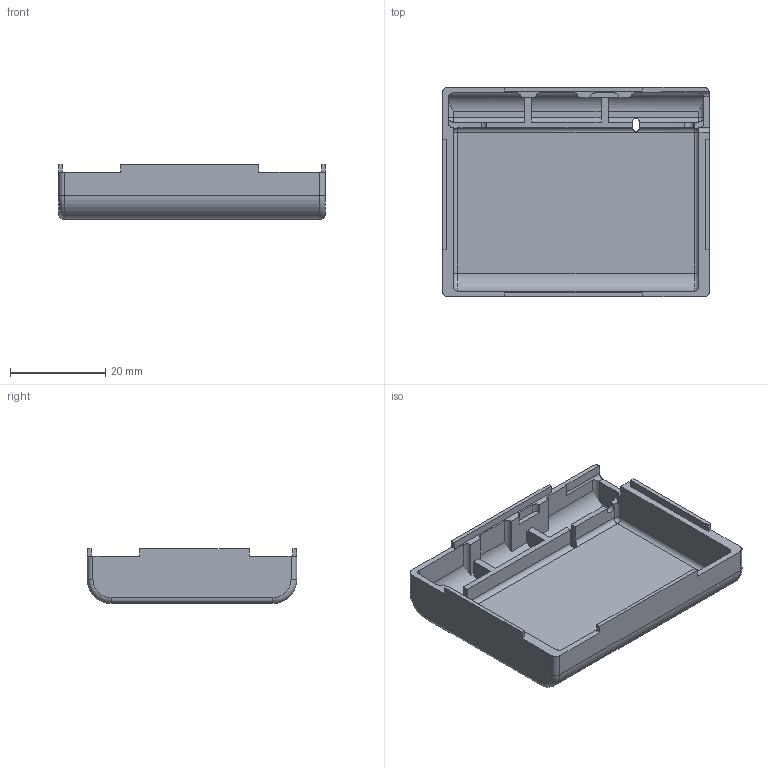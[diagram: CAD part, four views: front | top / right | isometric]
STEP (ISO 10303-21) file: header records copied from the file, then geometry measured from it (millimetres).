
FILE_DESCRIPTION(/* description */ ('','CAx-IF Rec.Pracs.---Representation and Presentation of Product Manufacturing Information (PMI)---4.0---2014-10-13'),/* implementation_level */ '2;1');
FILE_NAME(/* name */ 'cphp82001_case_led_8mm.step',/* time_stamp */ '2025-02-19T10:59:00+11:00',/* author */ (''),/* organization */ (''),/* preprocessor_version */ 'ST-DEVELOPER v20',/* originating_system */ 'Autodesk Translation Framework v13.20.0.188',/* authorisation */ '');
FILE_SCHEMA (('AP242_MANAGED_MODEL_BASED_3D_ENGINEERING_MIM_LF { 1 0 10303 442 1 1 4 }'));
Length unit declared in the file: millimetre
Products named in the file (1): hp35_batteryholder
Bounding box: 56 x 44 x 11.5 mm (x, y, z)
Volume: 4951.6 mm3; surface area: 8826.8 mm2
Topology: 1 solids, 1 shells, 115 faces, 310 edges, 196 vertices
Faces by surface type: plane 63, cylinder 42, torus 6, sphere 4
Entity records: 3684 total; most frequent: CARTESIAN_POINT 734, ORIENTED_EDGE 620, DIRECTION 612, EDGE_CURVE 310, LINE 216, VECTOR 216, AXIS2_PLACEMENT_3D 198, VERTEX_POINT 196
